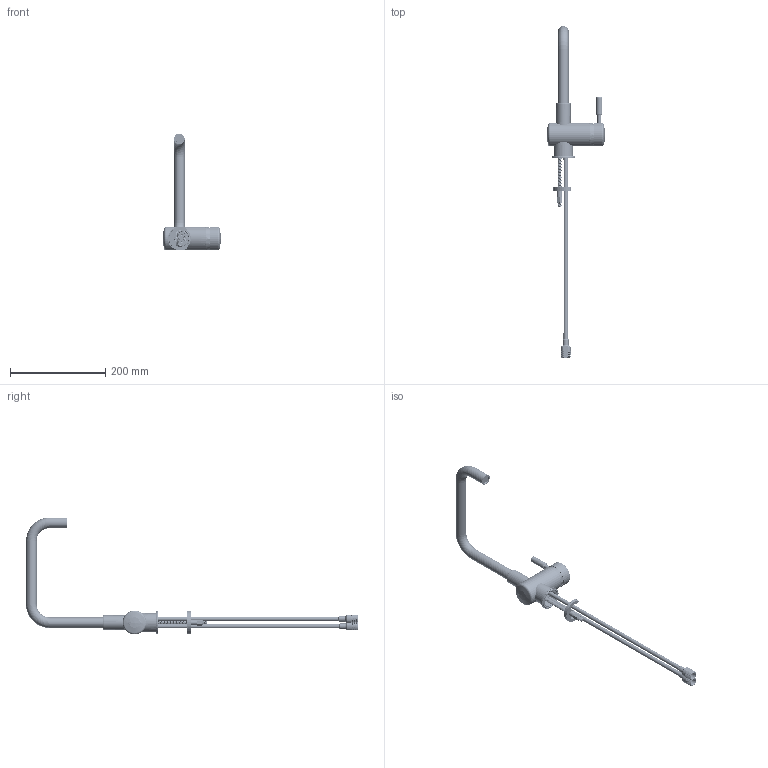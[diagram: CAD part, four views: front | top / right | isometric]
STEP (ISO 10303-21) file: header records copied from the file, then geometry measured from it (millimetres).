
FILE_DESCRIPTION((''),'2;1');
FILE_NAME('9401_ASM','2010-10-20T',('project'),(''),'PRO/ENGINEER BY PARAMETRIC TECHNOLOGY CORPORATION, 2009300','PRO/ENGINEER BY PARAMETRIC TECHNOLOGY CORPORATION, 2009300','');
FILE_SCHEMA(('CONFIG_CONTROL_DESIGN'));
Length unit declared in the file: inch
Products named in the file (34): 10652; 10650; 10653; 10655; 1-064; 10549; 10651; 11292; 91019; 10661; 2-257_ASM; 10648; 10649; 92035; 91066; 2-258_ASM; 3-205_ASM; 91111; 11063; 10658; 11670; 2-391_ASM; 10913; 10647; 91153; 2-127_ASM; 10654; 91030; 3-270_ASM; 10514; 10516; 91063; 91031; 9401_ASM
Assembly tree (37 placements, depth 4):
  9401_ASM
    10652
    3-205_ASM
      2-257_ASM
        10650
        10653
        10655
        1-064
        10549
        10651
        11292  x2
        91019
        10661
      2-258_ASM
        10648
        10649
        92035
        91066
    91111  x2
    3-270_ASM
      2-391_ASM
        11063
        10658
        11670
      2-127_ASM
        10913
        10647
        91153
      10654
      91030  x2
      91111
    10514
    10516
    91063
    91031
Bounding box: 123.48 x 697.22 x 245.55 mm (x, y, z)
Volume: 328761.1 mm3; surface area: 279813.1 mm2
Topology: 32 solids, 66 shells, 2100 faces, 5408 edges, 3447 vertices
Faces by surface type: cylinder 1032, bspline 411, plane 365, cone 172, torus 103, sphere 17
Entity records: 132270 total; most frequent: CARTESIAN_POINT 89097, ORIENTED_EDGE 9413, DIRECTION 7713, EDGE_CURVE 4815, VERTEX_POINT 3088, AXIS2_PLACEMENT_3D 2979, EDGE_LOOP 2035, FACE_OUTER_BOUND 1878
